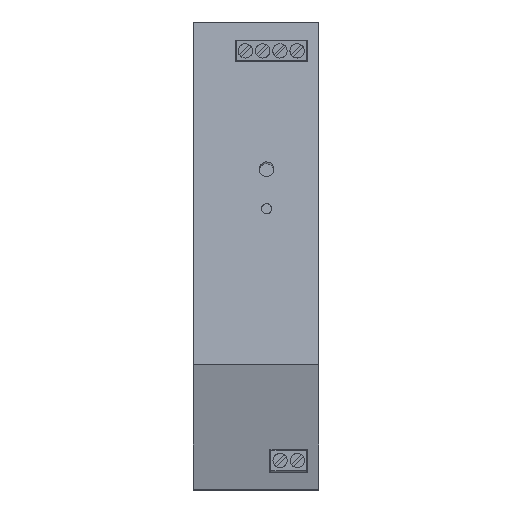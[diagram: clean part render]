
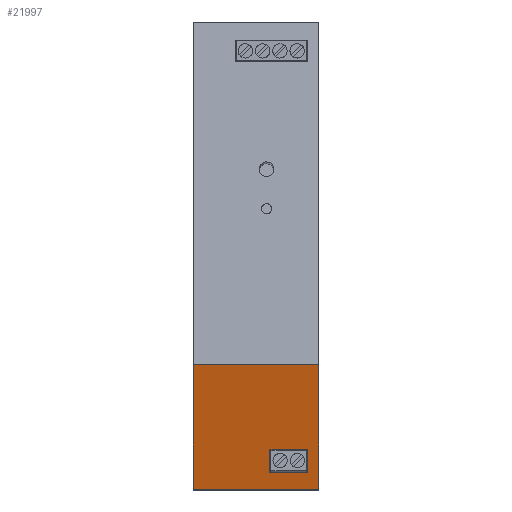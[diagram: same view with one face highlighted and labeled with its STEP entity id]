
A CAD part, top view. The second image highlights one B-rep face of the part: STEP entity #21997.
In plain terms, the highlighted free-form (B-spline) face has degree [1, 1] with [2, 2] control points.
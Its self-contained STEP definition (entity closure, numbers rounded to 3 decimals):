
#18175 = VERTEX_POINT('',#18176);
#18176 = CARTESIAN_POINT('',(51.852,51.341,
    194.16));
#18181 = EDGE_CURVE('',#18182,#18175,#18184,.T.);
#18182 = VERTEX_POINT('',#18183);
#18183 = CARTESIAN_POINT('',(51.852,0.015,
    181.363));
#18184 = B_SPLINE_CURVE_WITH_KNOTS('',1,(#18185,#18186),.UNSPECIFIED.,
  .F.,.F.,(2,2),(-135.828,-100.133),
  .PIECEWISE_BEZIER_KNOTS.);
#18185 = CARTESIAN_POINT('',(51.852,0.015,
    181.363));
#18186 = CARTESIAN_POINT('',(51.852,51.341,
    194.16));
#21997 = ADVANCED_FACE('',(#21998,#22028),#22050,.T.);
#21998 = FACE_BOUND('',#21999,.T.);
#21999 = EDGE_LOOP('',(#22000,#22009,#22016,#22023));
#22000 = ORIENTED_EDGE('',*,*,#22001,.F.);
#22001 = EDGE_CURVE('',#22002,#22004,#22006,.T.);
#22002 = VERTEX_POINT('',#22003);
#22003 = CARTESIAN_POINT('',(47.198,6.728,
    183.037));
#22004 = VERTEX_POINT('',#22005);
#22005 = CARTESIAN_POINT('',(47.198,16.374,
    185.442));
#22006 = B_SPLINE_CURVE_WITH_KNOTS('',1,(#22007,#22008),.UNSPECIFIED.,
  .F.,.F.,(2,2),(6.589,13.297),
  .PIECEWISE_BEZIER_KNOTS.);
#22007 = CARTESIAN_POINT('',(47.198,6.728,
    183.037));
#22008 = CARTESIAN_POINT('',(47.198,16.374,
    185.442));
#22009 = ORIENTED_EDGE('',*,*,#22010,.T.);
#22010 = EDGE_CURVE('',#22002,#22011,#22013,.T.);
#22011 = VERTEX_POINT('',#22012);
#22012 = CARTESIAN_POINT('',(31.699,6.728,
    183.037));
#22013 = B_SPLINE_CURVE_WITH_KNOTS('',1,(#22014,#22015),.UNSPECIFIED.,
  .F.,.F.,(2,2),(-27.929,-17.471),
  .PIECEWISE_BEZIER_KNOTS.);
#22014 = CARTESIAN_POINT('',(47.198,6.728,
    183.037));
#22015 = CARTESIAN_POINT('',(31.699,6.728,
    183.037));
#22016 = ORIENTED_EDGE('',*,*,#22017,.F.);
#22017 = EDGE_CURVE('',#22018,#22011,#22020,.T.);
#22018 = VERTEX_POINT('',#22019);
#22019 = CARTESIAN_POINT('',(31.699,16.374,
    185.442));
#22020 = B_SPLINE_CURVE_WITH_KNOTS('',1,(#22021,#22022),.UNSPECIFIED.,
  .F.,.F.,(2,2),(-13.297,-6.589),
  .PIECEWISE_BEZIER_KNOTS.);
#22021 = CARTESIAN_POINT('',(31.699,16.374,
    185.442));
#22022 = CARTESIAN_POINT('',(31.699,6.728,
    183.037));
#22023 = ORIENTED_EDGE('',*,*,#22024,.F.);
#22024 = EDGE_CURVE('',#22004,#22018,#22025,.T.);
#22025 = B_SPLINE_CURVE_WITH_KNOTS('',1,(#22026,#22027),.UNSPECIFIED.,
  .F.,.F.,(2,2),(-27.929,-17.471),
  .PIECEWISE_BEZIER_KNOTS.);
#22026 = CARTESIAN_POINT('',(47.198,16.374,
    185.442));
#22027 = CARTESIAN_POINT('',(31.699,16.374,
    185.442));
#22028 = FACE_BOUND('',#22029,.T.);
#22029 = EDGE_LOOP('',(#22030,#22031,#22038,#22045));
#22030 = ORIENTED_EDGE('',*,*,#18181,.T.);
#22031 = ORIENTED_EDGE('',*,*,#22032,.F.);
#22032 = EDGE_CURVE('',#22033,#18175,#22035,.T.);
#22033 = VERTEX_POINT('',#22034);
#22034 = CARTESIAN_POINT('',(0.015,51.341,
    194.16));
#22035 = B_SPLINE_CURVE_WITH_KNOTS('',1,(#22036,#22037),.UNSPECIFIED.,
  .F.,.F.,(2,2),(-49.24,-14.26),.PIECEWISE_BEZIER_KNOTS.);
#22036 = CARTESIAN_POINT('',(0.015,51.341,
    194.16));
#22037 = CARTESIAN_POINT('',(51.852,51.341,
    194.16));
#22038 = ORIENTED_EDGE('',*,*,#22039,.T.);
#22039 = EDGE_CURVE('',#22033,#22040,#22042,.T.);
#22040 = VERTEX_POINT('',#22041);
#22041 = CARTESIAN_POINT('',(0.015,0.015,
    181.363));
#22042 = B_SPLINE_CURVE_WITH_KNOTS('',1,(#22043,#22044),.UNSPECIFIED.,
  .F.,.F.,(2,2),(100.133,135.828),
  .PIECEWISE_BEZIER_KNOTS.);
#22043 = CARTESIAN_POINT('',(0.015,51.341,
    194.16));
#22044 = CARTESIAN_POINT('',(0.015,0.015,
    181.363));
#22045 = ORIENTED_EDGE('',*,*,#22046,.T.);
#22046 = EDGE_CURVE('',#22040,#18182,#22047,.T.);
#22047 = B_SPLINE_CURVE_WITH_KNOTS('',1,(#22048,#22049),.UNSPECIFIED.,
  .F.,.F.,(2,2),(-49.24,-14.26),.PIECEWISE_BEZIER_KNOTS.);
#22048 = CARTESIAN_POINT('',(0.015,0.015,
    181.363));
#22049 = CARTESIAN_POINT('',(51.852,0.015,
    181.363));
#22050 = B_SPLINE_SURFACE_WITH_KNOTS('',1,1,(
    (#22051,#22052)
    ,(#22053,#22054
    )),.UNSPECIFIED.,.F.,.F.,.F.,(2,2),(2,2),(-1.218,
    34.478),(-34.797,0.183),
  .PIECEWISE_BEZIER_KNOTS.);
#22051 = CARTESIAN_POINT('',(51.852,0.015,
    181.363));
#22052 = CARTESIAN_POINT('',(0.015,0.015,
    181.363));
#22053 = CARTESIAN_POINT('',(51.852,51.341,
    194.16));
#22054 = CARTESIAN_POINT('',(0.015,51.341,
    194.16));
